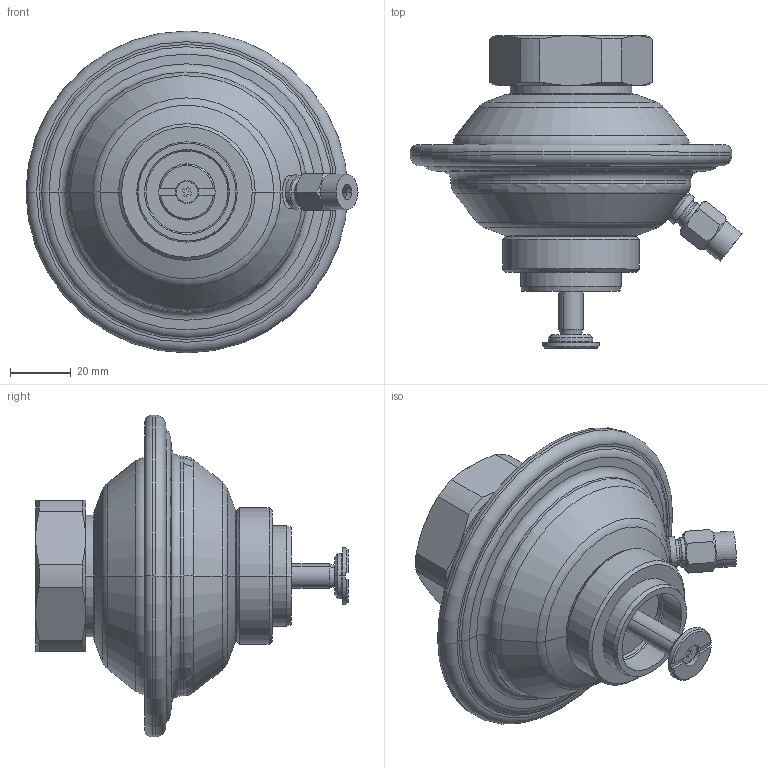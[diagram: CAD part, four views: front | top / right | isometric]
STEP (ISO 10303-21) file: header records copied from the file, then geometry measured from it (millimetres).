
FILE_DESCRIPTION((''),'2;1');
FILE_NAME('003H6828_ASM','2015-04-09T',('u317927'),('Danfoss'),'PRO/ENGINEER BY PARAMETRIC TECHNOLOGY CORPORATION, 2014000','PRO/ENGINEER BY PARAMETRIC TECHNOLOGY CORPORATION, 2014000','');
FILE_SCHEMA(('CONFIG_CONTROL_DESIGN'));
Length unit declared in the file: millimetre
Products named in the file (15): 8880215; 8880216; 8890090; 8880213_ASM; 8880152_ASM; 8880153-D; 8880218; 8883702; 8883704_INST_ASM; 8883710_INST_ASM; 5191725; 8880150; 8882837; 5184004; 003H6828_ASM
Assembly tree (14 placements, depth 4):
  003H6828_ASM
    8880213_ASM
      8880215
      8880216
      8890090
    8880152_ASM
    8883710_INST_ASM
      8880153-D
      8883704_INST_ASM
        8880218
        8883702
    5191725
    8880150
    8882837
    5184004
Bounding box: 109.34 x 103.05 x 106 mm (x, y, z)
Volume: 90773.7 mm3; surface area: 73636.9 mm2
Topology: 10 solids, 15 shells, 583 faces, 1405 edges, 873 vertices
Faces by surface type: plane 219, cone 156, cylinder 126, torus 82
Entity records: 18043 total; most frequent: CARTESIAN_POINT 4055, DIRECTION 3059, ORIENTED_EDGE 2782, EDGE_CURVE 1401, AXIS2_PLACEMENT_3D 1325, VERTEX_POINT 873, CIRCLE 696, EDGE_LOOP 636
